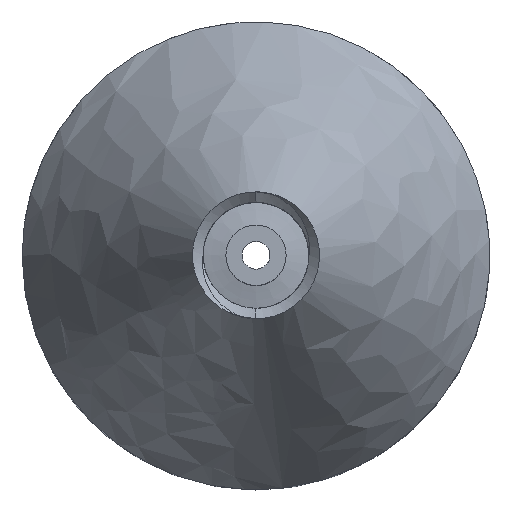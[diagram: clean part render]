
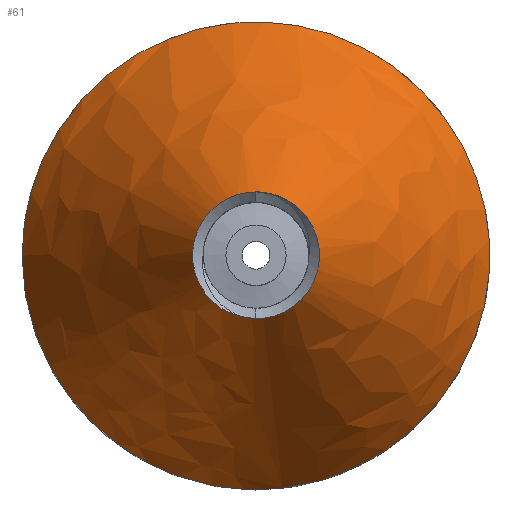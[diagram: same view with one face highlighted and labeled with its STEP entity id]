
A CAD part, top view. The second image highlights one B-rep face of the part: STEP entity #61.
In plain terms, the highlighted free-form (B-spline) face has degree [3, 2] with [4, 9] control points.
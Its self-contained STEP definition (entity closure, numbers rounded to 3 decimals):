
#61=ADVANCED_FACE('',(#107),#754,.T.);
#107=FACE_OUTER_BOUND('',#155,.T.);
#155=EDGE_LOOP('',(#401,#402,#403,#404,#405));
#401=ORIENTED_EDGE('',*,*,#527,.T.);
#402=ORIENTED_EDGE('',*,*,#528,.T.);
#403=ORIENTED_EDGE('',*,*,#530,.T.);
#404=ORIENTED_EDGE('',*,*,#527,.F.);
#405=ORIENTED_EDGE('',*,*,#521,.T.);
#521=EDGE_CURVE('',#729,#729,#542,.T.);
#527=EDGE_CURVE('',#729,#741,#657,.T.);
#528=EDGE_CURVE('',#741,#701,#658,.T.);
#530=EDGE_CURVE('',#701,#741,#660,.T.);
#542=CIRCLE('',#903,4.318);
#657=(
BOUNDED_CURVE()
B_SPLINE_CURVE(3,(#9977,#9978,#9979,#9980),.UNSPECIFIED.,.F.,.F.)
B_SPLINE_CURVE_WITH_KNOTS((4,4),(0.,25.878),.UNSPECIFIED.)
CURVE()
GEOMETRIC_REPRESENTATION_ITEM()
RATIONAL_B_SPLINE_CURVE((1.,1.,1.,1.))
REPRESENTATION_ITEM('')
);
#658=(
BOUNDED_CURVE()
B_SPLINE_CURVE(2,(#9981,#9982,#9983,#9984,#9985,#9986,#9987),
 .UNSPECIFIED.,.F.,.F.)
B_SPLINE_CURVE_WITH_KNOTS((3,2,2,3),(-127.212,-95.409,
-63.606,-34.301),.UNSPECIFIED.)
CURVE()
GEOMETRIC_REPRESENTATION_ITEM()
RATIONAL_B_SPLINE_CURVE((1.,0.707,1.,0.707,1.,0.746,
1.))
REPRESENTATION_ITEM('')
);
#660=(
BOUNDED_CURVE()
B_SPLINE_CURVE(2,(#9997,#9998,#9999,#10000,#10001,#10002,#10003),
 .UNSPECIFIED.,.F.,.F.)
B_SPLINE_CURVE_WITH_KNOTS((3,2,2,3),(-34.301,-31.803,
-0.116,0.),.UNSPECIFIED.)
CURVE()
GEOMETRIC_REPRESENTATION_ITEM()
RATIONAL_B_SPLINE_CURVE((1.,0.998,1.,0.708,0.998,
0.999,1.))
REPRESENTATION_ITEM('')
);
#701=VERTEX_POINT('',#6409);
#729=VERTEX_POINT('',#6437);
#741=VERTEX_POINT('',#6449);
#754=(
BOUNDED_SURFACE()
B_SPLINE_SURFACE(3,2,((#6322,#6323,#6324,#6325,#6326,#6327,#6328,#6329,
#6330),(#6331,#6332,#6333,#6334,#6335,#6336,#6337,#6338,#6339),(#6340,#6341,
#6342,#6343,#6344,#6345,#6346,#6347,#6348),(#6349,#6350,#6351,#6352,#6353,
#6354,#6355,#6356,#6357)),.UNSPECIFIED.,.F.,.F.,.F.)
B_SPLINE_SURFACE_WITH_KNOTS((4,4),(3,2,2,2,3),(0.,25.878),(-127.212,
-95.409,-63.606,-31.803,0.),.UNSPECIFIED.)
GEOMETRIC_REPRESENTATION_ITEM()
RATIONAL_B_SPLINE_SURFACE(((1.,0.707,1.,0.707,1.,
0.707,1.,0.707,1.),(1.,0.707,1.,0.707,
1.,0.707,1.,0.707,1.),(1.,0.707,1.,
0.707,1.,0.707,1.,0.707,1.),(1.,0.707,
1.,0.707,1.,0.707,1.,0.707,1.)))
REPRESENTATION_ITEM('')
SURFACE()
);
#903=AXIS2_PLACEMENT_3D($,#9960,#943,#944);
#943=DIRECTION('',(0.,0.,-1.));
#944=DIRECTION('',(0.113,-0.994,0.));
#6322=CARTESIAN_POINT('',(0.488,-4.29,33.822));
#6323=CARTESIAN_POINT('',(4.779,-3.802,33.822));
#6324=CARTESIAN_POINT('',(4.29,0.488,33.822));
#6325=CARTESIAN_POINT('',(3.802,4.779,33.822));
#6326=CARTESIAN_POINT('',(-0.488,4.29,33.822));
#6327=CARTESIAN_POINT('',(-4.779,3.802,33.822));
#6328=CARTESIAN_POINT('',(-4.29,-0.488,33.822));
#6329=CARTESIAN_POINT('',(-3.802,-4.779,33.822));
#6330=CARTESIAN_POINT('',(0.488,-4.29,33.822));
#6331=CARTESIAN_POINT('',(0.926,-8.126,27.145));
#6332=CARTESIAN_POINT('',(9.053,-7.199,27.145));
#6333=CARTESIAN_POINT('',(8.126,0.927,27.145));
#6334=CARTESIAN_POINT('',(7.199,9.054,27.145));
#6335=CARTESIAN_POINT('',(-0.927,8.127,27.145));
#6336=CARTESIAN_POINT('',(-9.054,7.2,27.145));
#6337=CARTESIAN_POINT('',(-8.127,-0.926,27.145));
#6338=CARTESIAN_POINT('',(-7.2,-9.053,27.145));
#6339=CARTESIAN_POINT('',(0.926,-8.126,27.145));
#6340=CARTESIAN_POINT('',(1.364,-11.961,20.468));
#6341=CARTESIAN_POINT('',(13.327,-10.596,20.468));
#6342=CARTESIAN_POINT('',(11.962,1.367,20.468));
#6343=CARTESIAN_POINT('',(10.596,13.329,20.468));
#6344=CARTESIAN_POINT('',(-1.366,11.964,20.468));
#6345=CARTESIAN_POINT('',(-13.329,10.599,20.468));
#6346=CARTESIAN_POINT('',(-11.964,-1.364,20.468));
#6347=CARTESIAN_POINT('',(-10.598,-13.327,20.468));
#6348=CARTESIAN_POINT('',(1.364,-11.961,20.468));
#6349=CARTESIAN_POINT('',(1.802,-15.797,13.792));
#6350=CARTESIAN_POINT('',(17.601,-13.993,13.792));
#6351=CARTESIAN_POINT('',(15.797,1.806,13.792));
#6352=CARTESIAN_POINT('',(13.994,17.605,13.791));
#6353=CARTESIAN_POINT('',(-1.805,15.801,13.791));
#6354=CARTESIAN_POINT('',(-17.604,13.997,13.791));
#6355=CARTESIAN_POINT('',(-15.8,-1.802,13.791));
#6356=CARTESIAN_POINT('',(-13.997,-17.601,13.792));
#6357=CARTESIAN_POINT('',(1.802,-15.797,13.792));
#6409=CARTESIAN_POINT('',(-15.9,0.,13.792));
#6437=CARTESIAN_POINT('',(0.488,-4.29,33.822));
#6449=CARTESIAN_POINT('',(1.802,-15.797,13.792));
#9960=CARTESIAN_POINT('',(0.,0.,33.822));
#9977=CARTESIAN_POINT('',(0.488,-4.29,33.822));
#9978=CARTESIAN_POINT('',(0.926,-8.126,27.145));
#9979=CARTESIAN_POINT('',(1.364,-11.961,20.468));
#9980=CARTESIAN_POINT('',(1.802,-15.797,13.792));
#9981=CARTESIAN_POINT('',(1.802,-15.797,13.792));
#9982=CARTESIAN_POINT('',(17.6,-13.993,13.792));
#9983=CARTESIAN_POINT('',(15.798,1.806,13.792));
#9984=CARTESIAN_POINT('',(13.995,17.605,13.792));
#9985=CARTESIAN_POINT('',(-1.802,15.801,13.792));
#9986=CARTESIAN_POINT('',(-15.901,14.191,13.792));
#9987=CARTESIAN_POINT('',(-15.9,0.,13.792));
#9997=CARTESIAN_POINT('',(-15.9,0.,13.792));
#9998=CARTESIAN_POINT('',(-15.9,-0.904,13.792));
#9999=CARTESIAN_POINT('',(-15.798,-1.802,13.792));
#10000=CARTESIAN_POINT('',(-14.005,-17.519,13.792));
#10001=CARTESIAN_POINT('',(1.72,-15.806,13.792));
#10002=CARTESIAN_POINT('',(1.761,-15.802,13.792));
#10003=CARTESIAN_POINT('',(1.802,-15.797,13.792));
